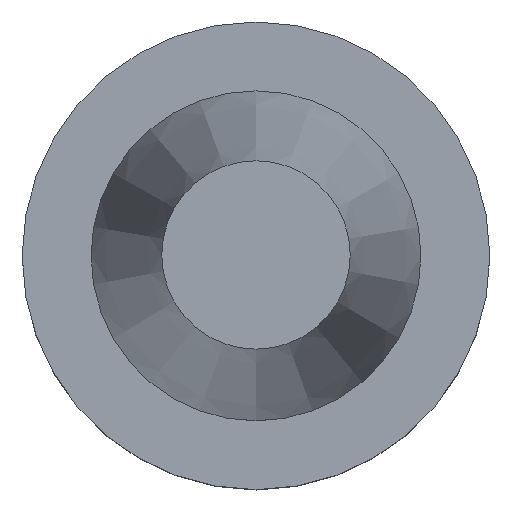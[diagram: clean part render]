
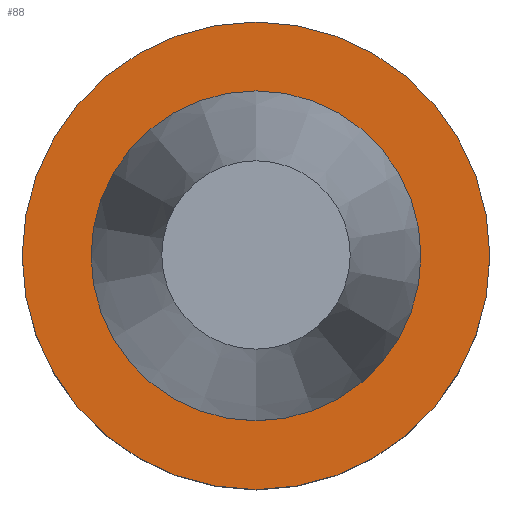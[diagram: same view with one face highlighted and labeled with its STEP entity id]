
A CAD part, top view. The second image highlights one B-rep face of the part: STEP entity #88.
In plain terms, the highlighted planar face has unit normal (0, 0, 1).
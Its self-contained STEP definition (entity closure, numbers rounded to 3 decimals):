
#88=ADVANCED_FACE('Unnamed[1]',(#226,#227),#228,.T.);
#111=EDGE_CURVE('Unnamed[1]',#262,#262,#263,.T.);
#113=EDGE_CURVE('Unnamed[1]',#265,#265,#266,.T.);
#226=FACE_OUTER_BOUND('',#415,.T.);
#227=FACE_BOUND('',#416,.T.);
#228=PLANE('',#417);
#262=VERTEX_POINT('',#460);
#263=CIRCLE('',#461,22.225);
#265=VERTEX_POINT('',#464);
#266=CIRCLE('',#465,31.5);
#415=EDGE_LOOP('',(#626));
#416=EDGE_LOOP('',(#627));
#417=AXIS2_PLACEMENT_3D('',#628,#629,#630);
#460=CARTESIAN_POINT('',(0.,22.225,-1.));
#461=AXIS2_PLACEMENT_3D('',#668,#669,#670);
#464=CARTESIAN_POINT('',(0.,31.5,-1.));
#465=AXIS2_PLACEMENT_3D('',#671,#672,#673);
#626=ORIENTED_EDGE('',*,*,#113,.F.);
#627=ORIENTED_EDGE('',*,*,#111,.T.);
#628=CARTESIAN_POINT('',(0.,26.862,-1.));
#629=DIRECTION('',(0.,0.,1.0));
#630=DIRECTION('',(0.,-1.0,0.));
#668=CARTESIAN_POINT('',(0.,0.,-1.));
#669=DIRECTION('',(0.,0.,-1.0));
#670=DIRECTION('',(0.,1.0,0.));
#671=CARTESIAN_POINT('',(0.,0.,-1.));
#672=DIRECTION('',(0.,0.,-1.0));
#673=DIRECTION('',(0.,1.0,0.));
